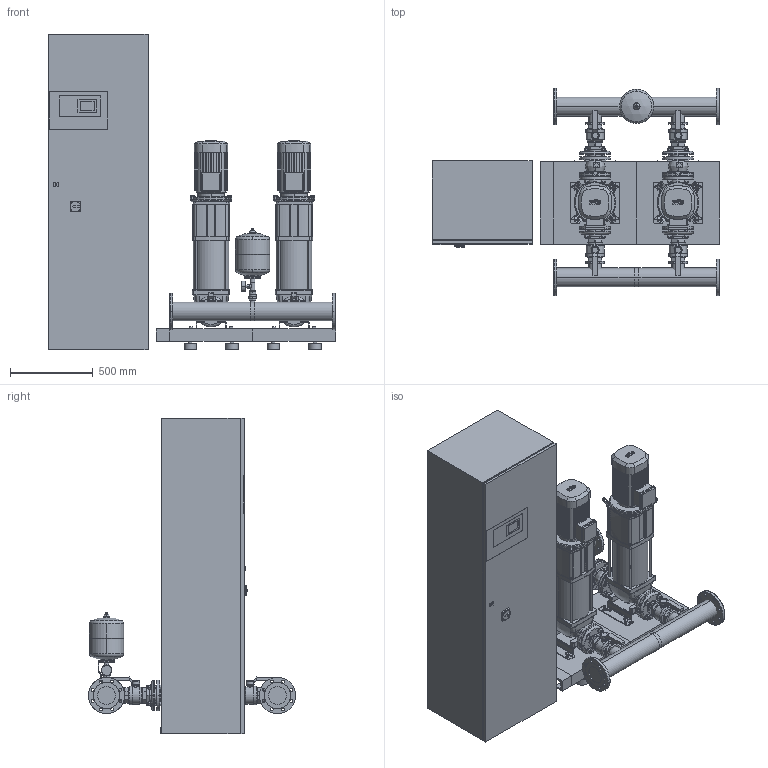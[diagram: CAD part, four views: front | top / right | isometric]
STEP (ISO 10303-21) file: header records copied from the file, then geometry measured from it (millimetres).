
FILE_DESCRIPTION((''),'2;1');
FILE_NAME('3d_COR-2HELIXV3603_1_K_CC-01-2530625.stp','2016-01-25T07:22:46',(''),(''),'Mechanical Desktop 2009','Mechanical Desktop 2009',', , ');
FILE_SCHEMA(('CONFIG_CONTROL_DESIGN'));
Length unit declared in the file: millimetre
Products named in the file (1): Product
Bounding box: 1730 x 1250 x 1900 mm (x, y, z)
Volume: 696751889.9 mm3; surface area: 14141408.9 mm2
Topology: 131 solids, 131 shells, 4145 faces, 10731 edges, 6968 vertices
Faces by surface type: bspline 1594, plane 1485, cylinder 796, cone 144, torus 124, sphere 2
Entity records: 145262 total; most frequent: CARTESIAN_POINT 45780, ORIENTED_EDGE 21394, DIRECTION 19065, EDGE_CURVE 10697, VERTEX_POINT 6954, VECTOR 6525, LINE 6525, AXIS2_PLACEMENT_3D 6270
